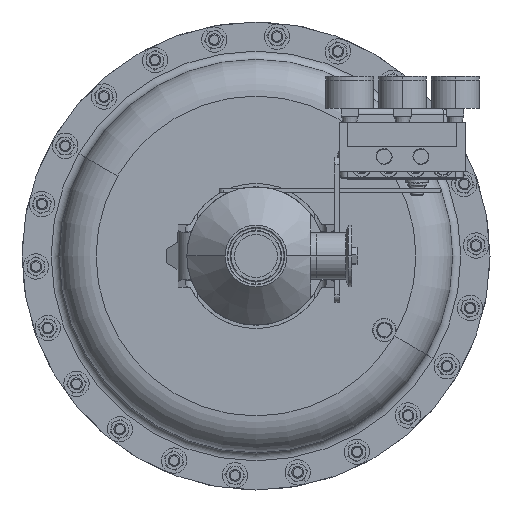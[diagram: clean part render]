
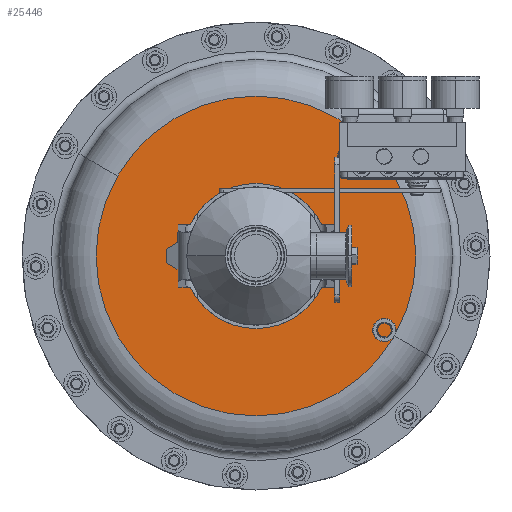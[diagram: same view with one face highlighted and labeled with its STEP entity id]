
A CAD part, front view. The second image highlights one B-rep face of the part: STEP entity #25446.
In plain terms, the highlighted planar face has unit normal (0, -1, 0).
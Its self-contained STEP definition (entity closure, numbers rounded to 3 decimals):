
#690 = EDGE_CURVE ( 'NONE', #88632, #81189, #92817, .T. ) ;
#843 = CARTESIAN_POINT ( 'NONE',  ( 4.438, 9.66, -2.563 ) ) ;
#1103 = PLANE ( 'NONE',  #23864 ) ;
#6002 = CARTESIAN_POINT ( 'NONE',  ( 0., 9.66, 0. ) ) ;
#12437 = AXIS2_PLACEMENT_3D ( 'NONE', #6002, #91215, #32108 ) ;
#16320 = DIRECTION ( 'NONE',  ( 0.866, 0., -0.5 ) ) ;
#17720 = DIRECTION ( 'NONE',  ( 0., -1., 0. ) ) ;
#19470 = FACE_OUTER_BOUND ( 'NONE', #104203, .T. ) ;
#22842 = ORIENTED_EDGE ( 'NONE', *, *, #690, .F. ) ;
#23864 = AXIS2_PLACEMENT_3D ( 'NONE', #96859, #17720, #62425 ) ;
#25446 = ADVANCED_FACE ( 'NONE', ( #19470 ), #1103, .T. ) ;
#32108 = DIRECTION ( 'NONE',  ( 0.866, 0., -0.5 ) ) ;
#43520 = DIRECTION ( 'NONE',  ( 0., 1., 0. ) ) ;
#44208 = CIRCLE ( 'NONE', #12437, 5.125 ) ;
#57322 = AXIS2_PLACEMENT_3D ( 'NONE', #68575, #43520, #16320 ) ;
#62425 = DIRECTION ( 'NONE',  ( -0.866, 0., 0.5 ) ) ;
#68575 = CARTESIAN_POINT ( 'NONE',  ( 0., 9.66, 0. ) ) ;
#81189 = VERTEX_POINT ( 'NONE', #843 ) ;
#81787 = CARTESIAN_POINT ( 'NONE',  ( -4.438, 9.66, 2.563 ) ) ;
#82995 = ORIENTED_EDGE ( 'NONE', *, *, #105574, .F. ) ;
#88632 = VERTEX_POINT ( 'NONE', #81787 ) ;
#91215 = DIRECTION ( 'NONE',  ( 0., 1., 0. ) ) ;
#92817 = CIRCLE ( 'NONE', #57322, 5.125 ) ;
#96859 = CARTESIAN_POINT ( 'NONE',  ( -2.563, 9.66, -4.438 ) ) ;
#104203 = EDGE_LOOP ( 'NONE', ( #82995, #22842 ) ) ;
#105574 = EDGE_CURVE ( 'NONE', #81189, #88632, #44208, .T. ) ;
